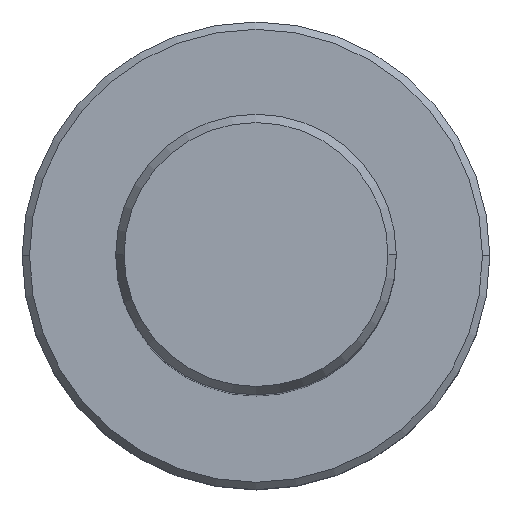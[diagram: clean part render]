
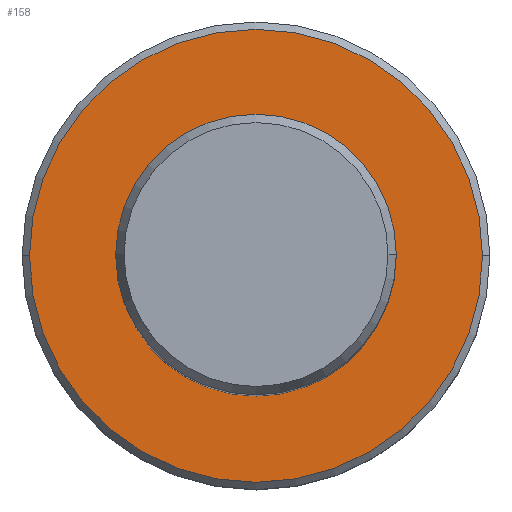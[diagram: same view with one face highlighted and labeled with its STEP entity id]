
A CAD part, top view. The second image highlights one B-rep face of the part: STEP entity #158.
In plain terms, the highlighted planar face has unit normal (0, 0, 1).
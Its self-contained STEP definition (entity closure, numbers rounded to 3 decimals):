
#28=FACE_BOUND('',#295,.T.);
#29=FACE_BOUND('',#296,.T.);
#39=PLANE('',#1217);
#158=ADVANCED_FACE('',(#28,#29),#39,.F.);
#295=EDGE_LOOP('',(#508,#509));
#296=EDGE_LOOP('',(#510,#511));
#508=ORIENTED_EDGE('',*,*,#728,.T.);
#509=ORIENTED_EDGE('',*,*,#729,.F.);
#510=ORIENTED_EDGE('',*,*,#725,.T.);
#511=ORIENTED_EDGE('',*,*,#727,.F.);
#612=VERTEX_POINT('',#2239);
#613=VERTEX_POINT('',#2241);
#614=VERTEX_POINT('',#2247);
#615=VERTEX_POINT('',#2248);
#725=EDGE_CURVE('',#613,#612,#840,.T.);
#727=EDGE_CURVE('',#613,#612,#841,.T.);
#728=EDGE_CURVE('',#614,#615,#842,.T.);
#729=EDGE_CURVE('',#614,#615,#843,.T.);
#840=CIRCLE('',#1211,9.025);
#841=CIRCLE('',#1213,9.025);
#842=CIRCLE('',#1215,15.375);
#843=CIRCLE('',#1216,15.375);
#1211=AXIS2_PLACEMENT_3D('',#2240,#1511,#1512);
#1213=AXIS2_PLACEMENT_3D('',#2244,#1516,#1517);
#1215=AXIS2_PLACEMENT_3D('',#2246,#1520,#1521);
#1216=AXIS2_PLACEMENT_3D('',#2249,#1522,#1523);
#1217=AXIS2_PLACEMENT_3D('',#2250,#1524,#1525);
#1511=DIRECTION('',(0.,0.,-1.));
#1512=DIRECTION('',(1.,0.,0.));
#1516=DIRECTION('',(0.,0.,1.));
#1517=DIRECTION('',(1.,0.,0.));
#1520=DIRECTION('',(0.,0.,1.));
#1521=DIRECTION('',(1.,0.,0.));
#1522=DIRECTION('',(0.,0.,-1.));
#1523=DIRECTION('',(1.,0.,0.));
#1524=DIRECTION('',(0.,0.,-1.));
#1525=DIRECTION('',(-1.,0.,0.));
#2239=CARTESIAN_POINT('',(-9.025,0.,0.));
#2240=CARTESIAN_POINT('',(0.,0.,0.));
#2241=CARTESIAN_POINT('',(9.025,0.,0.));
#2244=CARTESIAN_POINT('',(0.,0.,0.));
#2246=CARTESIAN_POINT('',(0.,0.,0.));
#2247=CARTESIAN_POINT('',(15.375,0.,0.));
#2248=CARTESIAN_POINT('',(-15.375,0.,0.));
#2249=CARTESIAN_POINT('',(0.,0.,0.));
#2250=CARTESIAN_POINT('',(0.,0.,0.));
